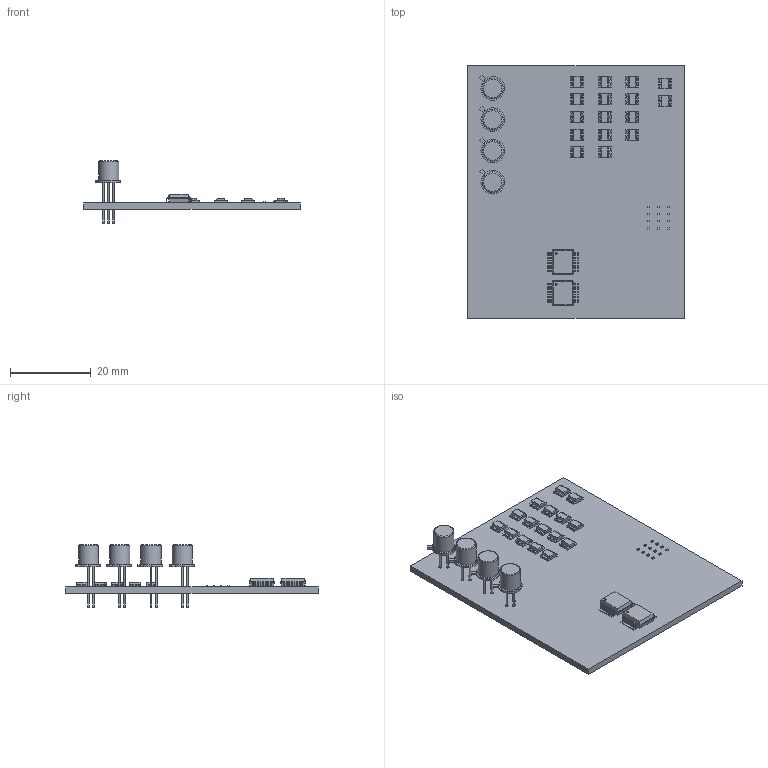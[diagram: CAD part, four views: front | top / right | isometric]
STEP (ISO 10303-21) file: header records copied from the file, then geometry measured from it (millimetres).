
FILE_DESCRIPTION(('KiCad electronic assembly'),'2;1');
FILE_NAME('led matrix.step','2024-12-18T19:38:43',('Pcbnew'),('Kicad'), 'Open CASCADE STEP processor 7.8','KiCad to STEP converter','Unknown' );
FILE_SCHEMA(('AUTOMOTIVE_DESIGN { 1 0 10303 214 1 1 1 1 }'));
Length unit declared in the file: millimetre
Products named in the file (10): led matrix 1; R_0201_0603Metric; LED_RGB_1210; TO-18-3; SSOP-16_5.3x6.2mm_P0.65mm; SSOP_16_53x62mm_P065mm; _autosave-led matrix_PCB
Assembly tree (39 placements, depth 3):
  led matrix 1
    R_0201_0603Metric  x12
      R_0201_0603Metric
    LED_RGB_1210  x16
      LED_RGB_1210
    TO-18-3  x4
      TO-18-3
    SSOP-16_5.3x6.2mm_P0.65mm  x2
      SSOP_16_53x62mm_P065mm
    _autosave-led matrix_PCB
Bounding box: 53.5 x 62.5 x 15.33 mm (x, y, z)
Volume: 6028.8 mm3; surface area: 8538.6 mm2
Topology: 35 solids, 35 shells, 2530 faces, 6330 edges, 3900 vertices
Faces by surface type: plane 1952, cylinder 486, bspline 80, revolution 8, cone 4
Full cylindrical faces by diameter (mm): 0.48 x12, 0.5 x2, 0.7 x12, 4.95 x4
Entity records: 16422 total; most frequent: CARTESIAN_POINT 2459, ORIENTED_EDGE 2250, DIRECTION 2187, EDGE_CURVE 1125, LINE 877, VECTOR 877, VERTEX_POINT 702, AXIS2_PLACEMENT_3D 654
